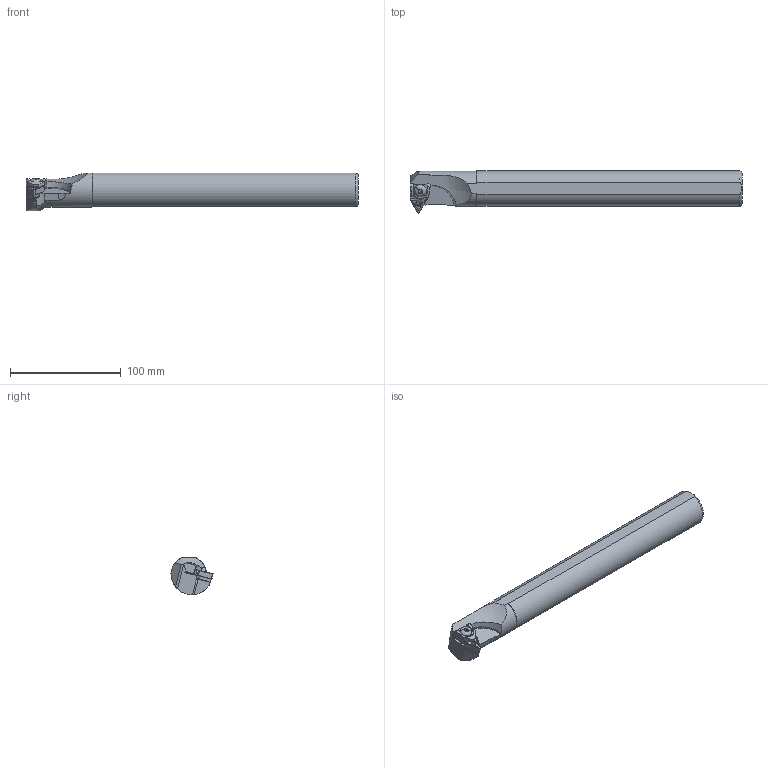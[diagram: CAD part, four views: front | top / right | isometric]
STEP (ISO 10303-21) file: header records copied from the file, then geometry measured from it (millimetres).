
FILE_DESCRIPTION (( 'STEP AP214' ), '1' );
FILE_NAME ('S32T-MT-NR-16-LIGHT.STP', '2023-10-25T12:48:12', ( '' ), ( '' ), 'SwSTEP 2.0', 'SolidWorks 2018', '' );
FILE_SCHEMA (( 'AUTOMOTIVE_DESIGN' ));
Length unit declared in the file: millimetre
Products named in the file (1): S32T-MT-NR-16-LIGHT
Bounding box: 300 x 38 x 33.75 mm (x, y, z)
Volume: 225601.5 mm3; surface area: 32794.3 mm2
Topology: 2 solids, 3 shells, 237 faces, 600 edges, 371 vertices
Faces by surface type: plane 108, cylinder 62, cone 32, torus 21, bspline 12, sphere 2
Entity records: 10100 total; most frequent: CARTESIAN_POINT 3498, ORIENTED_EDGE 1184, DIRECTION 1089, EDGE_CURVE 592, AXIS2_PLACEMENT_3D 398, VERTEX_POINT 371, VECTOR 293, LINE 293
